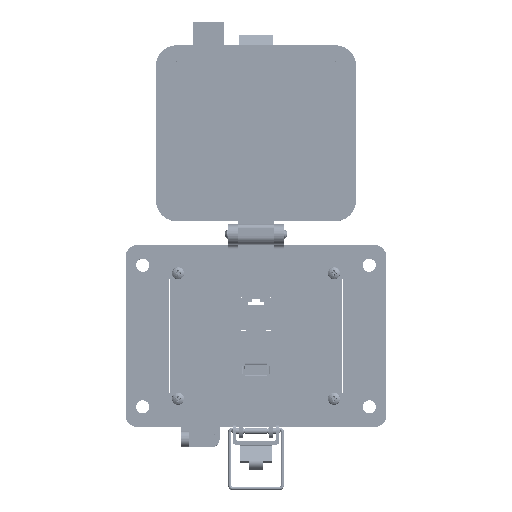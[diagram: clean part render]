
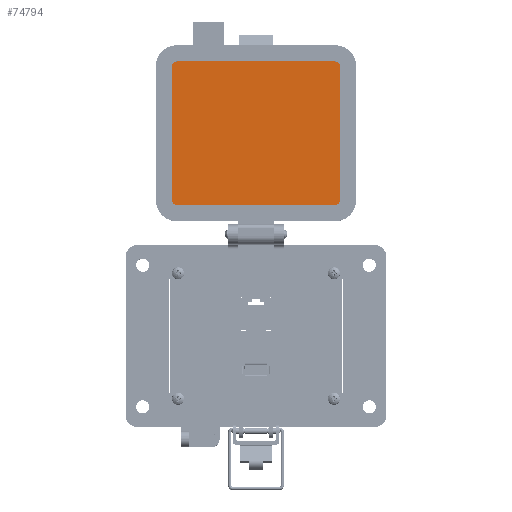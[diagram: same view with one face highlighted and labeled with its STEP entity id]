
A CAD part, top view. The second image highlights one B-rep face of the part: STEP entity #74794.
In plain terms, the highlighted planar face has unit normal (0, 0, 1).
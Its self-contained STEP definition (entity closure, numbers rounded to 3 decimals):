
#1899 = EDGE_CURVE ( 'NONE', #95640, #88901, #64205, .T. ) ;
#2760 = VECTOR ( 'NONE', #26774, 1000. ) ;
#2848 = EDGE_CURVE ( 'NONE', #57371, #97123, #43909, .T. ) ;
#3705 = DIRECTION ( 'NONE',  ( 1., 0., 0. ) ) ;
#5988 = CARTESIAN_POINT ( 'NONE',  ( 38.212, 60.004, 19.202 ) ) ;
#8619 = AXIS2_PLACEMENT_3D ( 'NONE', #95166, #35195, #86824 ) ;
#8902 = EDGE_CURVE ( 'NONE', #63887, #57371, #12453, .T. ) ;
#9311 = DIRECTION ( 'NONE',  ( 0., -1., 0. ) ) ;
#10576 = AXIS2_PLACEMENT_3D ( 'NONE', #25424, #18537, #92297 ) ;
#12069 = CARTESIAN_POINT ( 'NONE',  ( -44.769, 60.004, 19.202 ) ) ;
#12347 = ORIENTED_EDGE ( 'NONE', *, *, #87977, .F. ) ;
#12453 = LINE ( 'NONE', #80783, #58638 ) ;
#13403 = VERTEX_POINT ( 'NONE', #28123 ) ;
#15435 = EDGE_CURVE ( 'NONE', #48559, #13403, #41731, .T. ) ;
#18537 = DIRECTION ( 'NONE',  ( 0., 0., 1. ) ) ;
#19244 = DIRECTION ( 'NONE',  ( 0., 0., -1. ) ) ;
#19742 = AXIS2_PLACEMENT_3D ( 'NONE', #72325, #19244, #27114 ) ;
#20141 = CARTESIAN_POINT ( 'NONE',  ( 35.912, 128.688, 19.202 ) ) ;
#21285 = DIRECTION ( 'NONE',  ( -1., 0., 0. ) ) ;
#21887 = CARTESIAN_POINT ( 'NONE',  ( -42.469, 126.389, 19.202 ) ) ;
#25424 = CARTESIAN_POINT ( 'NONE',  ( 39.871, 130.108, 19.202 ) ) ;
#25936 = ORIENTED_EDGE ( 'NONE', *, *, #1899, .F. ) ;
#26774 = DIRECTION ( 'NONE',  ( 0., 1., 0. ) ) ;
#27114 = DIRECTION ( 'NONE',  ( 1., 0., 0. ) ) ;
#27509 = CIRCLE ( 'NONE', #8619, 2.299 ) ;
#28123 = CARTESIAN_POINT ( 'NONE',  ( 38.212, 126.389, 19.202 ) ) ;
#31920 = CARTESIAN_POINT ( 'NONE',  ( 38.212, 93.196, 19.202 ) ) ;
#35195 = DIRECTION ( 'NONE',  ( 0., 0., -1. ) ) ;
#39515 = ORIENTED_EDGE ( 'NONE', *, *, #61451, .F. ) ;
#40097 = LINE ( 'NONE', #62661, #56085 ) ;
#41643 = PLANE ( 'NONE',  #10576 ) ;
#41731 = CIRCLE ( 'NONE', #19742, 2.299 ) ;
#43909 = CIRCLE ( 'NONE', #64280, 2.299 ) ;
#45549 = CARTESIAN_POINT ( 'NONE',  ( -42.469, 128.688, 19.202 ) ) ;
#47943 = CARTESIAN_POINT ( 'NONE',  ( -42.469, 60.004, 19.202 ) ) ;
#48101 = LINE ( 'NONE', #31920, #84663 ) ;
#48559 = VERTEX_POINT ( 'NONE', #20141 ) ;
#51362 = EDGE_CURVE ( 'NONE', #13403, #53504, #48101, .T. ) ;
#53504 = VERTEX_POINT ( 'NONE', #5988 ) ;
#56085 = VECTOR ( 'NONE', #92694, 1000. ) ;
#57371 = VERTEX_POINT ( 'NONE', #78508 ) ;
#58246 = DIRECTION ( 'NONE',  ( 0., -1., 0. ) ) ;
#58638 = VECTOR ( 'NONE', #21285, 1000. ) ;
#59289 = ORIENTED_EDGE ( 'NONE', *, *, #15435, .F. ) ;
#61451 = EDGE_CURVE ( 'NONE', #53504, #63887, #27509, .T. ) ;
#62661 = CARTESIAN_POINT ( 'NONE',  ( -3.279, 128.688, 19.202 ) ) ;
#63228 = FACE_OUTER_BOUND ( 'NONE', #63803, .T. ) ;
#63803 = EDGE_LOOP ( 'NONE', ( #39515, #72408, #59289, #12347, #25936, #65170, #88605, #80498 ) ) ;
#63887 = VERTEX_POINT ( 'NONE', #89292 ) ;
#64205 = CIRCLE ( 'NONE', #65971, 2.299 ) ;
#64280 = AXIS2_PLACEMENT_3D ( 'NONE', #47943, #65460, #3705 ) ;
#64577 = CARTESIAN_POINT ( 'NONE',  ( -44.769, 93.196, 19.202 ) ) ;
#65170 = ORIENTED_EDGE ( 'NONE', *, *, #90057, .F. ) ;
#65460 = DIRECTION ( 'NONE',  ( 0., 0., -1. ) ) ;
#65971 = AXIS2_PLACEMENT_3D ( 'NONE', #21887, #81875, #58246 ) ;
#72325 = CARTESIAN_POINT ( 'NONE',  ( 35.912, 126.389, 19.202 ) ) ;
#72408 = ORIENTED_EDGE ( 'NONE', *, *, #51362, .F. ) ;
#74794 = ADVANCED_FACE ( 'NONE', ( #63228 ), #41643, .T. ) ;
#78508 = CARTESIAN_POINT ( 'NONE',  ( -42.469, 57.705, 19.202 ) ) ;
#79359 = LINE ( 'NONE', #64577, #2760 ) ;
#80498 = ORIENTED_EDGE ( 'NONE', *, *, #8902, .F. ) ;
#80783 = CARTESIAN_POINT ( 'NONE',  ( -3.279, 57.705, 19.202 ) ) ;
#81875 = DIRECTION ( 'NONE',  ( 0., 0., -1. ) ) ;
#83098 = CARTESIAN_POINT ( 'NONE',  ( -44.769, 126.389, 19.202 ) ) ;
#84663 = VECTOR ( 'NONE', #9311, 1000. ) ;
#86824 = DIRECTION ( 'NONE',  ( 0., -1., 0. ) ) ;
#87977 = EDGE_CURVE ( 'NONE', #88901, #48559, #40097, .T. ) ;
#88605 = ORIENTED_EDGE ( 'NONE', *, *, #2848, .F. ) ;
#88901 = VERTEX_POINT ( 'NONE', #45549 ) ;
#89292 = CARTESIAN_POINT ( 'NONE',  ( 35.912, 57.705, 19.202 ) ) ;
#90057 = EDGE_CURVE ( 'NONE', #97123, #95640, #79359, .T. ) ;
#92297 = DIRECTION ( 'NONE',  ( -1., 0., 0. ) ) ;
#92694 = DIRECTION ( 'NONE',  ( 1., 0., 0. ) ) ;
#95166 = CARTESIAN_POINT ( 'NONE',  ( 35.912, 60.004, 19.202 ) ) ;
#95640 = VERTEX_POINT ( 'NONE', #83098 ) ;
#97123 = VERTEX_POINT ( 'NONE', #12069 ) ;
